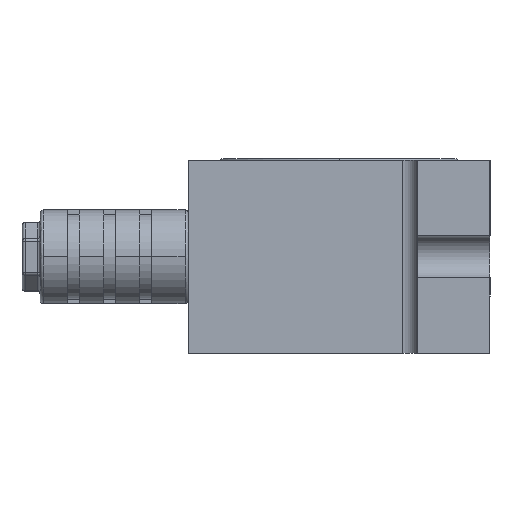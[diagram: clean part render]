
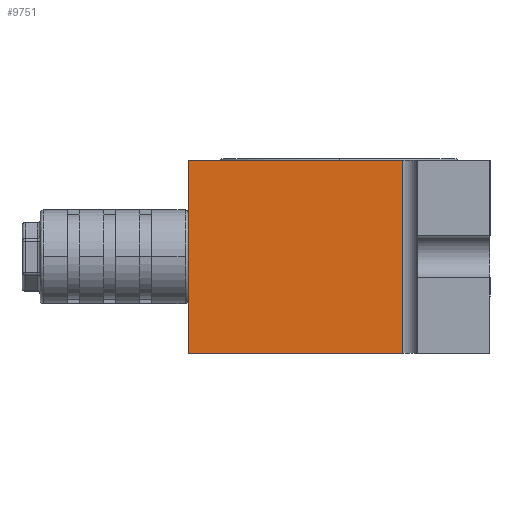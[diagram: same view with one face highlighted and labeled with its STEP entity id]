
A CAD part, left-side view. The second image highlights one B-rep face of the part: STEP entity #9751.
In plain terms, the highlighted planar face has unit normal (-1, 0, 0).
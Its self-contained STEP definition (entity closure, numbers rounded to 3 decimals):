
#8 = VECTOR ( 'NONE', #4659, 1000. ) ;
#353 = ORIENTED_EDGE ( 'NONE', *, *, #1146, .F. ) ;
#691 = VECTOR ( 'NONE', #837, 1000. ) ;
#774 = VERTEX_POINT ( 'NONE', #6397 ) ;
#803 = EDGE_LOOP ( 'NONE', ( #4387, #353, #8203, #8861 ) ) ;
#837 = DIRECTION ( 'NONE',  ( 0., -1., 0. ) ) ;
#1146 = EDGE_CURVE ( 'NONE', #1799, #2636, #5698, .T. ) ;
#1234 = CARTESIAN_POINT ( 'NONE',  ( -25., 25., 16. ) ) ;
#1485 = CARTESIAN_POINT ( 'NONE',  ( -25., 25., -16. ) ) ;
#1799 = VERTEX_POINT ( 'NONE', #1234 ) ;
#2228 = EDGE_CURVE ( 'NONE', #9330, #774, #7765, .T. ) ;
#2542 = FACE_OUTER_BOUND ( 'NONE', #803, .T. ) ;
#2636 = VERTEX_POINT ( 'NONE', #8566 ) ;
#2812 = EDGE_CURVE ( 'NONE', #2636, #9330, #3305, .T. ) ;
#3163 = CARTESIAN_POINT ( 'NONE',  ( -25., 25., 16. ) ) ;
#3305 = LINE ( 'NONE', #4618, #8529 ) ;
#3633 = PLANE ( 'NONE',  #6384 ) ;
#3801 = DIRECTION ( 'NONE',  ( 0., 0., -1. ) ) ;
#4130 = CARTESIAN_POINT ( 'NONE',  ( -25., 25., 16. ) ) ;
#4387 = ORIENTED_EDGE ( 'NONE', *, *, #2812, .F. ) ;
#4618 = CARTESIAN_POINT ( 'NONE',  ( -25., -10.5, -16. ) ) ;
#4640 = DIRECTION ( 'NONE',  ( 1., 0., 0. ) ) ;
#4659 = DIRECTION ( 'NONE',  ( 0., 1., 0. ) ) ;
#5545 = VECTOR ( 'NONE', #8023, 1000. ) ;
#5698 = LINE ( 'NONE', #3163, #691 ) ;
#6141 = CARTESIAN_POINT ( 'NONE',  ( -25., 25., -16. ) ) ;
#6384 = AXIS2_PLACEMENT_3D ( 'NONE', #1485, #4640, #3801 ) ;
#6397 = CARTESIAN_POINT ( 'NONE',  ( -25., 25., -16. ) ) ;
#6856 = DIRECTION ( 'NONE',  ( 0., 0., -1. ) ) ;
#7765 = LINE ( 'NONE', #6141, #8 ) ;
#8023 = DIRECTION ( 'NONE',  ( 0., 0., -1. ) ) ;
#8052 = LINE ( 'NONE', #4130, #5545 ) ;
#8203 = ORIENTED_EDGE ( 'NONE', *, *, #8673, .T. ) ;
#8529 = VECTOR ( 'NONE', #6856, 1000. ) ;
#8566 = CARTESIAN_POINT ( 'NONE',  ( -25., -10.5, 16. ) ) ;
#8673 = EDGE_CURVE ( 'NONE', #1799, #774, #8052, .T. ) ;
#8861 = ORIENTED_EDGE ( 'NONE', *, *, #2228, .F. ) ;
#8997 = CARTESIAN_POINT ( 'NONE',  ( -25., -10.5, -16. ) ) ;
#9330 = VERTEX_POINT ( 'NONE', #8997 ) ;
#9751 = ADVANCED_FACE ( 'NONE', ( #2542 ), #3633, .F. ) ;
